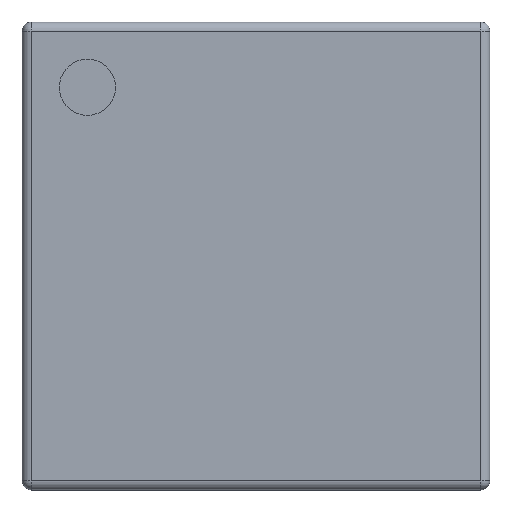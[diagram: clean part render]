
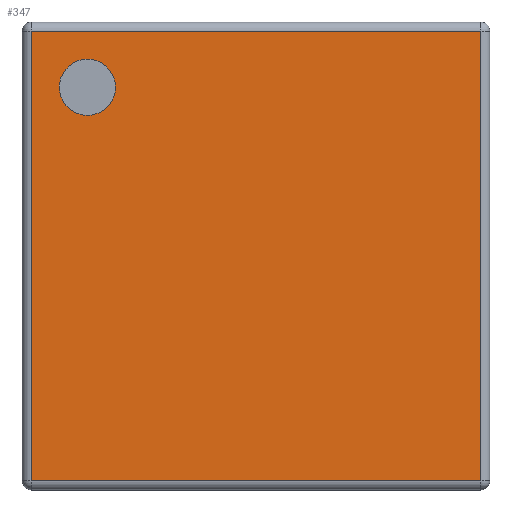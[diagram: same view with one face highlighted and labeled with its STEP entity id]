
A CAD part, top view. The second image highlights one B-rep face of the part: STEP entity #347.
In plain terms, the highlighted planar face has unit normal (0, 0, 1).
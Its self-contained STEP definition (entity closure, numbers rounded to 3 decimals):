
#161=VERTEX_POINT('NONE',#162);
#162=CARTESIAN_POINT('',(-0.538,0.461,0.306));
#168=EDGE_CURVE('NONE',#161,#169,#171,.T.);
#169=VERTEX_POINT('NONE',#170);
#170=CARTESIAN_POINT('',(-0.385,0.461,0.306));
#171=CIRCLE('',#172,0.077);
#172=AXIS2_PLACEMENT_3D('',#173,#174,#175);
#173=CARTESIAN_POINT('',(-0.461,0.461,0.306));
#174=DIRECTION('',(0.0,0.0,1.0));
#175=DIRECTION('',(1.0,0.0,0.0));
#347=ADVANCED_FACE('NONE',(#348,#358),#392,.F.);
#348=FACE_BOUND('NONE',#349,.T.);
#349=EDGE_LOOP('',(#350,#357));
#350=ORIENTED_EDGE('',*,*,#351,.T.);
#351=EDGE_CURVE('NONE',#161,#169,#352,.F.);
#352=CIRCLE('',#353,0.077);
#353=AXIS2_PLACEMENT_3D('',#354,#355,#356);
#354=CARTESIAN_POINT('',(-0.461,0.461,0.306));
#355=DIRECTION('',(0.0,0.0,1.0));
#356=DIRECTION('',(1.0,0.0,0.0));
#357=ORIENTED_EDGE('',*,*,#168,.F.);
#358=FACE_BOUND('NONE',#359,.T.);
#359=EDGE_LOOP('',(#360,#370,#378,#386));
#360=ORIENTED_EDGE('',*,*,#361,.T.);
#361=EDGE_CURVE('NONE',#362,#364,#366,.T.);
#362=VERTEX_POINT('NONE',#363);
#363=CARTESIAN_POINT('',(-0.615,0.615,0.306));
#364=VERTEX_POINT('NONE',#365);
#365=CARTESIAN_POINT('',(-0.615,-0.615,0.306));
#366=LINE('',#367,#368);
#367=CARTESIAN_POINT('',(-0.615,0.0,0.306));
#368=VECTOR('',#369,1.0);
#369=DIRECTION('',(0.0,-1.0,0.0));
#370=ORIENTED_EDGE('',*,*,#371,.T.);
#371=EDGE_CURVE('NONE',#364,#372,#374,.T.);
#372=VERTEX_POINT('NONE',#373);
#373=CARTESIAN_POINT('',(0.615,-0.615,0.306));
#374=LINE('',#375,#376);
#375=CARTESIAN_POINT('',(0.0,-0.615,0.306));
#376=VECTOR('',#377,1.0);
#377=DIRECTION('',(1.0,0.0,0.0));
#378=ORIENTED_EDGE('',*,*,#379,.T.);
#379=EDGE_CURVE('NONE',#372,#380,#382,.T.);
#380=VERTEX_POINT('NONE',#381);
#381=CARTESIAN_POINT('',(0.615,0.615,0.306));
#382=LINE('',#383,#384);
#383=CARTESIAN_POINT('',(0.615,0.0,0.306));
#384=VECTOR('',#385,1.0);
#385=DIRECTION('',(0.0,1.0,0.0));
#386=ORIENTED_EDGE('',*,*,#387,.T.);
#387=EDGE_CURVE('NONE',#380,#362,#388,.T.);
#388=LINE('',#389,#390);
#389=CARTESIAN_POINT('',(0.0,0.615,0.306));
#390=VECTOR('',#391,1.0);
#391=DIRECTION('',(-1.0,0.0,0.0));
#392=PLANE('',#393);
#393=AXIS2_PLACEMENT_3D('',#394,#395,#396);
#394=CARTESIAN_POINT('',(0.0,0.0,0.306));
#395=DIRECTION('',(0.0,0.0,-1.0));
#396=DIRECTION('',(-1.0,0.0,0.0));
